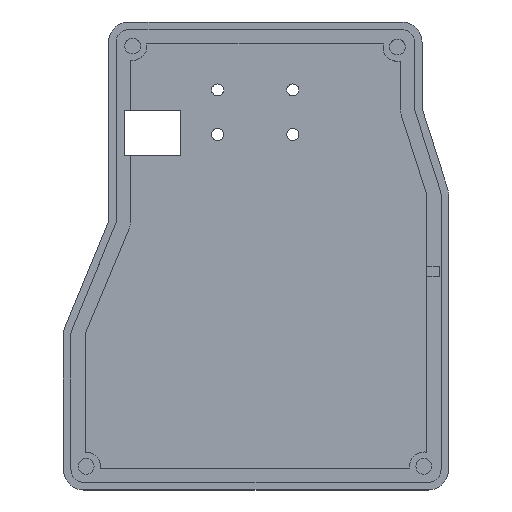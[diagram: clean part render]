
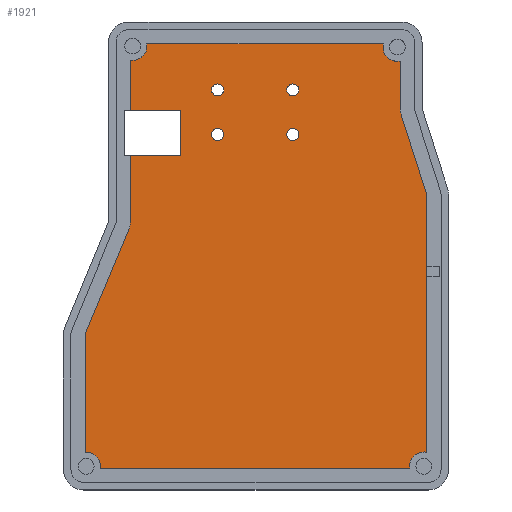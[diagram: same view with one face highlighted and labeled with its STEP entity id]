
A CAD part, top view. The second image highlights one B-rep face of the part: STEP entity #1921.
In plain terms, the highlighted planar face has unit normal (0, 0, 1).
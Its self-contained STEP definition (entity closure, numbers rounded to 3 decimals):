
#1505 = VERTEX_POINT('',#1506);
#1506 = CARTESIAN_POINT('',(115.49,-132.13,2.));
#1512 = EDGE_CURVE('',#1513,#1505,#1515,.T.);
#1513 = VERTEX_POINT('',#1514);
#1514 = CARTESIAN_POINT('',(128.82,-132.13,2.));
#1515 = LINE('',#1516,#1517);
#1516 = CARTESIAN_POINT('',(132.16,-132.13,2.));
#1517 = VECTOR('',#1518,1.);
#1518 = DIRECTION('',(-1.,0.,0.));
#1536 = EDGE_CURVE('',#1537,#1513,#1539,.T.);
#1537 = VERTEX_POINT('',#1538);
#1538 = CARTESIAN_POINT('',(128.82,-120.13,2.));
#1539 = LINE('',#1540,#1541);
#1540 = CARTESIAN_POINT('',(128.82,-146.85,2.));
#1541 = VECTOR('',#1542,1.);
#1542 = DIRECTION('',(0.,-1.,0.));
#1560 = EDGE_CURVE('',#1561,#1537,#1563,.T.);
#1561 = VERTEX_POINT('',#1562);
#1562 = CARTESIAN_POINT('',(115.49,-120.13,2.));
#1563 = LINE('',#1564,#1565);
#1564 = CARTESIAN_POINT('',(139.66,-120.13,2.));
#1565 = VECTOR('',#1566,1.);
#1566 = DIRECTION('',(1.,0.,0.));
#1593 = VERTEX_POINT('',#1594);
#1594 = CARTESIAN_POINT('',(140.25,-126.54,2.));
#1600 = EDGE_CURVE('',#1593,#1593,#1601,.T.);
#1601 = CIRCLE('',#1602,1.6);
#1602 = AXIS2_PLACEMENT_3D('',#1603,#1604,#1605);
#1603 = CARTESIAN_POINT('',(138.65,-126.54,2.));
#1604 = DIRECTION('',(0.,0.,-1.));
#1605 = DIRECTION('',(1.,0.,0.));
#1618 = VERTEX_POINT('',#1619);
#1619 = CARTESIAN_POINT('',(160.25,-126.54,2.));
#1625 = EDGE_CURVE('',#1618,#1618,#1626,.T.);
#1626 = CIRCLE('',#1627,1.6);
#1627 = AXIS2_PLACEMENT_3D('',#1628,#1629,#1630);
#1628 = CARTESIAN_POINT('',(158.65,-126.54,2.));
#1629 = DIRECTION('',(0.,0.,-1.));
#1630 = DIRECTION('',(1.,0.,0.));
#1643 = VERTEX_POINT('',#1644);
#1644 = CARTESIAN_POINT('',(140.25,-114.74,2.));
#1650 = EDGE_CURVE('',#1643,#1643,#1651,.T.);
#1651 = CIRCLE('',#1652,1.6);
#1652 = AXIS2_PLACEMENT_3D('',#1653,#1654,#1655);
#1653 = CARTESIAN_POINT('',(138.65,-114.74,2.));
#1654 = DIRECTION('',(0.,0.,-1.));
#1655 = DIRECTION('',(1.,0.,0.));
#1668 = VERTEX_POINT('',#1669);
#1669 = CARTESIAN_POINT('',(160.25,-114.74,2.));
#1675 = EDGE_CURVE('',#1668,#1668,#1676,.T.);
#1676 = CIRCLE('',#1677,1.6);
#1677 = AXIS2_PLACEMENT_3D('',#1678,#1679,#1680);
#1678 = CARTESIAN_POINT('',(158.65,-114.74,2.));
#1679 = DIRECTION('',(0.,0.,-1.));
#1680 = DIRECTION('',(1.,0.,0.));
#1921 = ADVANCED_FACE('',(#1922,#2051,#2054,#2057,#2060),#2063,.T.);
#1922 = FACE_BOUND('',#1923,.T.);
#1923 = EDGE_LOOP('',(#1924,#1932,#1941,#1949,#1957,#1966,#1974,#1983,
    #1991,#1999,#2008,#2016,#2025,#2033,#2042,#2048,#2049,#2050));
#1924 = ORIENTED_EDGE('',*,*,#1925,.F.);
#1925 = EDGE_CURVE('',#1926,#1505,#1928,.T.);
#1926 = VERTEX_POINT('',#1927);
#1927 = CARTESIAN_POINT('',(115.49,-150.018,2.));
#1928 = LINE('',#1929,#1930);
#1929 = CARTESIAN_POINT('',(115.49,-134.208,2.));
#1930 = VECTOR('',#1931,1.);
#1931 = DIRECTION('',(0.,1.,0.));
#1932 = ORIENTED_EDGE('',*,*,#1933,.T.);
#1933 = EDGE_CURVE('',#1926,#1934,#1936,.T.);
#1934 = VERTEX_POINT('',#1935);
#1935 = CARTESIAN_POINT('',(115.197,-151.481,2.));
#1936 = CIRCLE('',#1937,3.8);
#1937 = AXIS2_PLACEMENT_3D('',#1938,#1939,#1940);
#1938 = CARTESIAN_POINT('',(111.69,-150.018,2.));
#1939 = DIRECTION('',(0.,0.,-1.));
#1940 = DIRECTION('',(0.,1.,0.));
#1941 = ORIENTED_EDGE('',*,*,#1942,.F.);
#1942 = EDGE_CURVE('',#1943,#1934,#1945,.T.);
#1943 = VERTEX_POINT('',#1944);
#1944 = CARTESIAN_POINT('',(103.49,-179.551,2.));
#1945 = LINE('',#1946,#1947);
#1946 = CARTESIAN_POINT('',(116.02,-149.507,2.));
#1947 = VECTOR('',#1948,1.);
#1948 = DIRECTION('',(0.385,0.923,0.));
#1949 = ORIENTED_EDGE('',*,*,#1950,.F.);
#1950 = EDGE_CURVE('',#1951,#1943,#1953,.T.);
#1951 = VERTEX_POINT('',#1952);
#1952 = CARTESIAN_POINT('',(103.49,-210.927,2.));
#1953 = LINE('',#1954,#1955);
#1954 = CARTESIAN_POINT('',(103.49,-170.561,2.));
#1955 = VECTOR('',#1956,1.);
#1956 = DIRECTION('',(0.,1.,0.));
#1957 = ORIENTED_EDGE('',*,*,#1958,.T.);
#1958 = EDGE_CURVE('',#1951,#1959,#1961,.T.);
#1959 = VERTEX_POINT('',#1960);
#1960 = CARTESIAN_POINT('',(107.49,-215.2,2.));
#1961 = CIRCLE('',#1962,3.8);
#1962 = AXIS2_PLACEMENT_3D('',#1963,#1964,#1965);
#1963 = CARTESIAN_POINT('',(103.72,-214.72,2.));
#1964 = DIRECTION('',(0.,0.,-1.));
#1965 = DIRECTION('',(1.,0.,0.));
#1966 = ORIENTED_EDGE('',*,*,#1967,.F.);
#1967 = EDGE_CURVE('',#1968,#1959,#1970,.T.);
#1968 = VERTEX_POINT('',#1969);
#1969 = CARTESIAN_POINT('',(189.653,-215.2,2.));
#1970 = LINE('',#1971,#1972);
#1971 = CARTESIAN_POINT('',(128.994,-215.2,2.));
#1972 = VECTOR('',#1973,1.);
#1973 = DIRECTION('',(-1.,0.,0.));
#1974 = ORIENTED_EDGE('',*,*,#1975,.T.);
#1975 = EDGE_CURVE('',#1968,#1976,#1978,.T.);
#1976 = VERTEX_POINT('',#1977);
#1977 = CARTESIAN_POINT('',(194.19,-210.979,2.));
#1978 = CIRCLE('',#1979,3.8);
#1979 = AXIS2_PLACEMENT_3D('',#1980,#1981,#1982);
#1980 = CARTESIAN_POINT('',(193.42,-214.7,2.));
#1981 = DIRECTION('',(0.,0.,-1.));
#1982 = DIRECTION('',(1.,0.,0.));
#1983 = ORIENTED_EDGE('',*,*,#1984,.F.);
#1984 = EDGE_CURVE('',#1985,#1976,#1987,.T.);
#1985 = VERTEX_POINT('',#1986);
#1986 = CARTESIAN_POINT('',(194.19,-142.618,2.));
#1987 = LINE('',#1988,#1989);
#1988 = CARTESIAN_POINT('',(194.19,-186.275,2.));
#1989 = VECTOR('',#1990,1.);
#1990 = DIRECTION('',(0.,-1.,0.));
#1991 = ORIENTED_EDGE('',*,*,#1992,.F.);
#1992 = EDGE_CURVE('',#1993,#1985,#1995,.T.);
#1993 = VERTEX_POINT('',#1994);
#1994 = CARTESIAN_POINT('',(187.357,-121.221,2.));
#1995 = LINE('',#1996,#1997);
#1996 = CARTESIAN_POINT('',(194.915,-144.887,2.));
#1997 = VECTOR('',#1998,1.);
#1998 = DIRECTION('',(0.304,-0.953,0.));
#1999 = ORIENTED_EDGE('',*,*,#2000,.T.);
#2000 = EDGE_CURVE('',#1993,#2001,#2003,.T.);
#2001 = VERTEX_POINT('',#2002);
#2002 = CARTESIAN_POINT('',(187.177,-120.065,2.));
#2003 = CIRCLE('',#2004,3.8);
#2004 = AXIS2_PLACEMENT_3D('',#2005,#2006,#2007);
#2005 = CARTESIAN_POINT('',(190.977,-120.065,2.));
#2006 = DIRECTION('',(0.,-0.,-1.));
#2007 = DIRECTION('',(0.304,-0.953,0.));
#2008 = ORIENTED_EDGE('',*,*,#2009,.F.);
#2009 = EDGE_CURVE('',#2010,#2001,#2012,.T.);
#2010 = VERTEX_POINT('',#2011);
#2011 = CARTESIAN_POINT('',(187.177,-107.065,2.));
#2012 = LINE('',#2013,#2014);
#2013 = CARTESIAN_POINT('',(187.177,-140.818,2.));
#2014 = VECTOR('',#2015,1.);
#2015 = DIRECTION('',(0.,-1.,0.));
#2016 = ORIENTED_EDGE('',*,*,#2017,.T.);
#2017 = EDGE_CURVE('',#2010,#2018,#2020,.T.);
#2018 = VERTEX_POINT('',#2019);
#2019 = CARTESIAN_POINT('',(182.673,-102.5,2.));
#2020 = CIRCLE('',#2021,3.8);
#2021 = AXIS2_PLACEMENT_3D('',#2022,#2023,#2024);
#2022 = CARTESIAN_POINT('',(186.377,-103.35,2.));
#2023 = DIRECTION('',(0.,0.,-1.));
#2024 = DIRECTION('',(1.,0.,0.));
#2025 = ORIENTED_EDGE('',*,*,#2026,.F.);
#2026 = EDGE_CURVE('',#2027,#2018,#2029,.T.);
#2027 = VERTEX_POINT('',#2028);
#2028 = CARTESIAN_POINT('',(119.824,-102.5,2.));
#2029 = LINE('',#2030,#2031);
#2030 = CARTESIAN_POINT('',(166.586,-102.5,2.));
#2031 = VECTOR('',#2032,1.);
#2032 = DIRECTION('',(1.,0.,0.));
#2033 = ORIENTED_EDGE('',*,*,#2034,.T.);
#2034 = EDGE_CURVE('',#2027,#2035,#2037,.T.);
#2035 = VERTEX_POINT('',#2036);
#2036 = CARTESIAN_POINT('',(115.49,-106.845,2.));
#2037 = CIRCLE('',#2038,3.8);
#2038 = AXIS2_PLACEMENT_3D('',#2039,#2040,#2041);
#2039 = CARTESIAN_POINT('',(116.07,-103.09,2.));
#2040 = DIRECTION('',(0.,0.,-1.));
#2041 = DIRECTION('',(1.,0.,0.));
#2042 = ORIENTED_EDGE('',*,*,#2043,.F.);
#2043 = EDGE_CURVE('',#1561,#2035,#2044,.T.);
#2044 = LINE('',#2045,#2046);
#2045 = CARTESIAN_POINT('',(115.49,-134.208,2.));
#2046 = VECTOR('',#2047,1.);
#2047 = DIRECTION('',(0.,1.,0.));
#2048 = ORIENTED_EDGE('',*,*,#1560,.T.);
#2049 = ORIENTED_EDGE('',*,*,#1536,.T.);
#2050 = ORIENTED_EDGE('',*,*,#1512,.T.);
#2051 = FACE_BOUND('',#2052,.T.);
#2052 = EDGE_LOOP('',(#2053));
#2053 = ORIENTED_EDGE('',*,*,#1600,.T.);
#2054 = FACE_BOUND('',#2055,.T.);
#2055 = EDGE_LOOP('',(#2056));
#2056 = ORIENTED_EDGE('',*,*,#1625,.T.);
#2057 = FACE_BOUND('',#2058,.T.);
#2058 = EDGE_LOOP('',(#2059));
#2059 = ORIENTED_EDGE('',*,*,#1650,.T.);
#2060 = FACE_BOUND('',#2061,.T.);
#2061 = EDGE_LOOP('',(#2062));
#2062 = ORIENTED_EDGE('',*,*,#1675,.T.);
#2063 = PLANE('',#2064);
#2064 = AXIS2_PLACEMENT_3D('',#2065,#2066,#2067);
#2065 = CARTESIAN_POINT('',(150.499,-161.571,2.));
#2066 = DIRECTION('',(0.,0.,1.));
#2067 = DIRECTION('',(1.,0.,0.));
